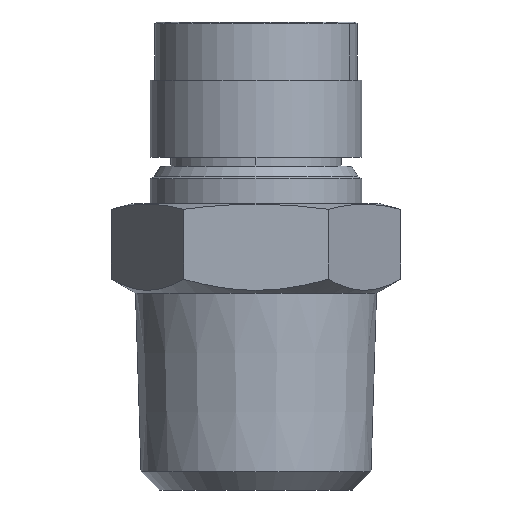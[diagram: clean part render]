
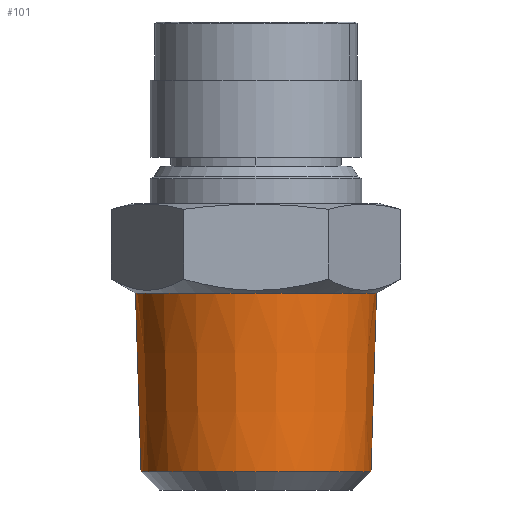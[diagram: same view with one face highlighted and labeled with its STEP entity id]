
A CAD part, front view. The second image highlights one B-rep face of the part: STEP entity #101.
In plain terms, the highlighted conical face has half-angle 1.79 degrees and reference radius 6.423 mm.
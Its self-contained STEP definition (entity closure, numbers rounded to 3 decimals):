
#29=CONICAL_SURFACE('',#764,6.423,1.79);
#73=CIRCLE('',#758,6.734);
#75=CIRCLE('',#762,6.423);
#101=ADVANCED_FACE('KC6-02',(#141),#29,.T.);
#141=FACE_OUTER_BOUND('',#559,.T.);
#250=ORIENTED_EDGE('',*,*,#393,.T.);
#251=ORIENTED_EDGE('',*,*,#391,.F.);
#252=ORIENTED_EDGE('',*,*,#392,.F.);
#253=ORIENTED_EDGE('',*,*,#387,.T.);
#387=EDGE_CURVE('21',#524,#525,#73,.T.);
#391=EDGE_CURVE('24',#527,#526,#75,.T.);
#392=EDGE_CURVE('27',#524,#527,#462,.T.);
#393=EDGE_CURVE('66',#525,#526,#463,.T.);
#430=VECTOR('',#809,9.982);
#431=VECTOR('',#810,9.982);
#462=LINE('',#695,#430);
#463=LINE('',#696,#431);
#524=VERTEX_POINT('29',#695);
#525=VERTEX_POINT('13',#696);
#526=VERTEX_POINT('15',#698);
#527=VERTEX_POINT('30',#699);
#559=EDGE_LOOP('',(#250,#251,#252,#253));
#694=CARTESIAN_POINT('',(0.,0.,11.));
#695=CARTESIAN_POINT('',(6.734,0.,11.));
#696=CARTESIAN_POINT('',(-6.734,0.,11.));
#698=CARTESIAN_POINT('',(-6.423,0.,1.023));
#699=CARTESIAN_POINT('',(6.423,0.,1.023));
#700=CARTESIAN_POINT('',(0.,0.,1.023));
#758=AXIS2_PLACEMENT_3D('',#694,#794,#792);
#762=AXIS2_PLACEMENT_3D('',#700,#794,#792);
#764=AXIS2_PLACEMENT_3D('',#700,#791,#811);
#791=DIRECTION('',(0.,0.,1.));
#792=DIRECTION('',(1.,0.,0.));
#794=DIRECTION('',(0.,0.,-1.));
#809=DIRECTION('',(-0.031,0.,-1.));
#810=DIRECTION('',(0.031,0.,-1.));
#811=DIRECTION('',(-0.997,0.082,0.));
